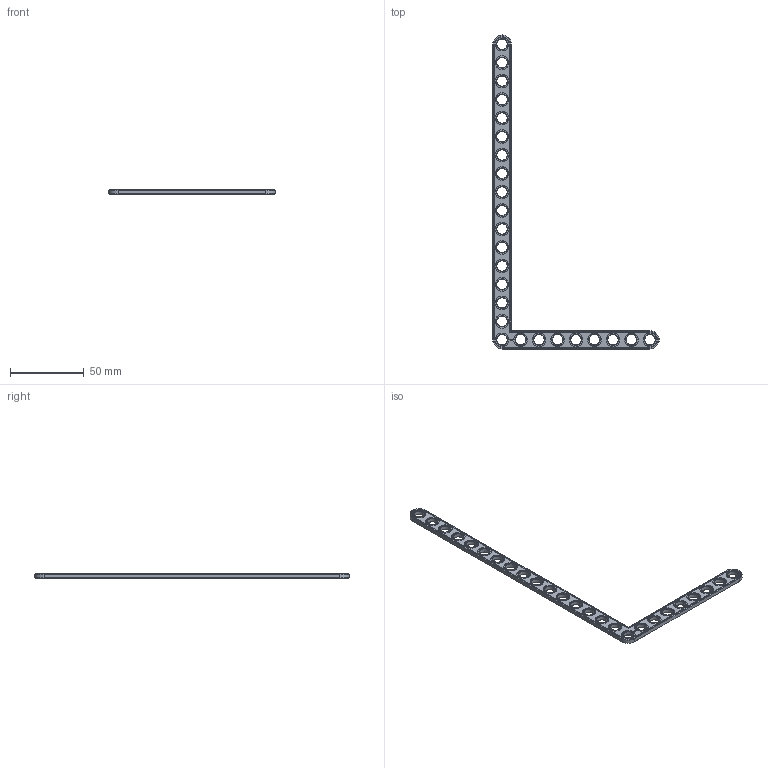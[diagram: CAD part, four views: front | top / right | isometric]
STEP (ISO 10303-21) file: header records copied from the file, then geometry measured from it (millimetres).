
FILE_DESCRIPTION(('FreeCAD Model'),'2;1');
FILE_NAME('Open CASCADE Shape Model','2022-02-09T21:02:43',( 'Paulo Kiefe'),('STEMFIE.org'),'Open CASCADE STEP processor 7.4', 'FreeCAD','Unknown');
FILE_SCHEMA(('AUTOMOTIVE_DESIGN { 1 0 10303 214 1 1 1 1 }'));
Length unit declared in the file: millimetre
Products named in the file (1): Brace_AGD_90_ASYM_ERR_BU09x17x01x00.25_-_SPN-BRC-1112_(stemfie.org)
Bounding box: 112.5 x 212.5 x 3.12 mm (x, y, z)
Volume: 8660.2 mm3; surface area: 9372 mm2
Topology: 1 solids, 1 shells, 628 faces, 1643 edges, 1074 vertices
Faces by surface type: plane 372, extrusion 144, cone 56, cylinder 56
Full cylindrical faces by diameter (mm): 7 x25, 9.2 x25
Entity records: 41664 total; most frequent: CARTESIAN_POINT 9417, DIRECTION 5441, VECTOR 4048, LINE 3904, ORIENTED_EDGE 3286, PCURVE 3286, DEFINITIONAL_REPRESENTATION 3286, EDGE_CURVE 1643
